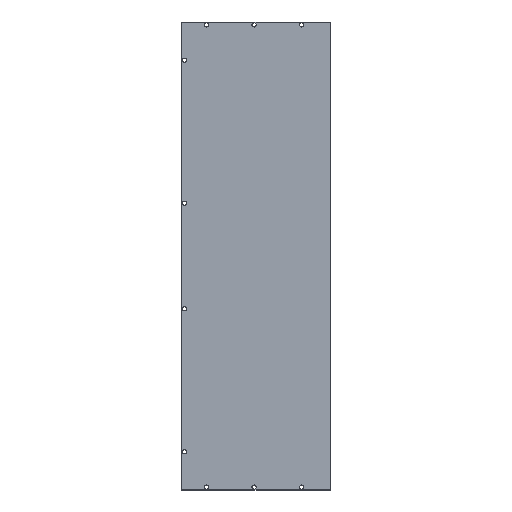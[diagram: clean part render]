
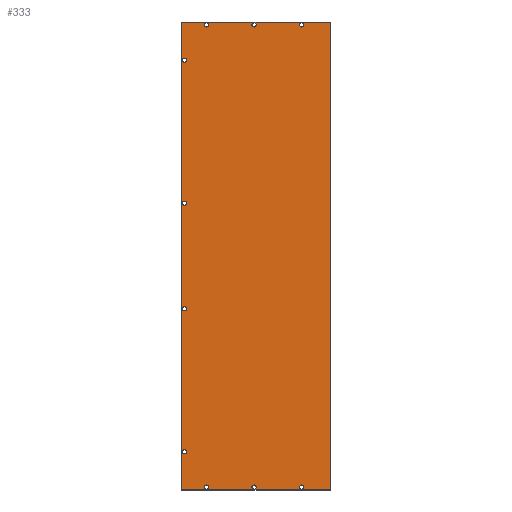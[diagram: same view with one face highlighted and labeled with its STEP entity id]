
A CAD part, top view. The second image highlights one B-rep face of the part: STEP entity #333.
In plain terms, the highlighted planar face has unit normal (0, 0, 1).
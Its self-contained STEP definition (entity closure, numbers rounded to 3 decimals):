
#15=FACE_BOUND('',#70,.T.);
#16=FACE_BOUND('',#71,.T.);
#17=FACE_BOUND('',#72,.T.);
#18=FACE_BOUND('',#73,.T.);
#19=FACE_BOUND('',#74,.T.);
#20=FACE_BOUND('',#75,.T.);
#21=FACE_BOUND('',#76,.T.);
#22=FACE_BOUND('',#77,.T.);
#23=FACE_BOUND('',#78,.T.);
#24=FACE_BOUND('',#79,.T.);
#37=PLANE('',#383);
#53=FACE_OUTER_BOUND('',#69,.T.);
#69=EDGE_LOOP('',(#275,#276,#277,#278));
#70=EDGE_LOOP('',(#279));
#71=EDGE_LOOP('',(#280));
#72=EDGE_LOOP('',(#281));
#73=EDGE_LOOP('',(#282));
#74=EDGE_LOOP('',(#283));
#75=EDGE_LOOP('',(#284));
#76=EDGE_LOOP('',(#285));
#77=EDGE_LOOP('',(#286));
#78=EDGE_LOOP('',(#287));
#79=EDGE_LOOP('',(#288));
#104=LINE('',#549,#126);
#107=LINE('',#556,#129);
#111=LINE('',#563,#133);
#112=LINE('',#564,#134);
#126=VECTOR('',#462,10.);
#129=VECTOR('',#467,10.);
#133=VECTOR('',#473,10.);
#134=VECTOR('',#474,10.);
#137=CIRCLE('',#352,2.25);
#139=CIRCLE('',#355,2.25);
#141=CIRCLE('',#358,2.25);
#143=CIRCLE('',#361,2.25);
#145=CIRCLE('',#364,2.25);
#147=CIRCLE('',#367,2.25);
#149=CIRCLE('',#370,2.25);
#151=CIRCLE('',#373,2.25);
#153=CIRCLE('',#376,2.25);
#155=CIRCLE('',#379,2.25);
#157=VERTEX_POINT('',#485);
#159=VERTEX_POINT('',#491);
#161=VERTEX_POINT('',#497);
#163=VERTEX_POINT('',#503);
#165=VERTEX_POINT('',#509);
#167=VERTEX_POINT('',#515);
#169=VERTEX_POINT('',#521);
#171=VERTEX_POINT('',#527);
#173=VERTEX_POINT('',#533);
#175=VERTEX_POINT('',#539);
#178=VERTEX_POINT('',#546);
#179=VERTEX_POINT('',#548);
#181=VERTEX_POINT('',#554);
#182=VERTEX_POINT('',#555);
#185=EDGE_CURVE('',#157,#157,#137,.T.);
#188=EDGE_CURVE('',#159,#159,#139,.T.);
#191=EDGE_CURVE('',#161,#161,#141,.T.);
#194=EDGE_CURVE('',#163,#163,#143,.T.);
#197=EDGE_CURVE('',#165,#165,#145,.T.);
#200=EDGE_CURVE('',#167,#167,#147,.T.);
#203=EDGE_CURVE('',#169,#169,#149,.T.);
#206=EDGE_CURVE('',#171,#171,#151,.T.);
#209=EDGE_CURVE('',#173,#173,#153,.T.);
#212=EDGE_CURVE('',#175,#175,#155,.T.);
#216=EDGE_CURVE('',#178,#179,#104,.T.);
#219=EDGE_CURVE('',#181,#182,#107,.T.);
#223=EDGE_CURVE('',#178,#182,#111,.T.);
#224=EDGE_CURVE('',#179,#181,#112,.T.);
#275=ORIENTED_EDGE('',*,*,#223,.T.);
#276=ORIENTED_EDGE('',*,*,#219,.F.);
#277=ORIENTED_EDGE('',*,*,#224,.F.);
#278=ORIENTED_EDGE('',*,*,#216,.F.);
#279=ORIENTED_EDGE('',*,*,#185,.T.);
#280=ORIENTED_EDGE('',*,*,#188,.T.);
#281=ORIENTED_EDGE('',*,*,#191,.T.);
#282=ORIENTED_EDGE('',*,*,#194,.T.);
#283=ORIENTED_EDGE('',*,*,#197,.T.);
#284=ORIENTED_EDGE('',*,*,#200,.T.);
#285=ORIENTED_EDGE('',*,*,#203,.T.);
#286=ORIENTED_EDGE('',*,*,#206,.T.);
#287=ORIENTED_EDGE('',*,*,#209,.T.);
#288=ORIENTED_EDGE('',*,*,#212,.T.);
#333=ADVANCED_FACE('',(#53,#15,#16,#17,#18,#19,#20,#21,#22,#23,#24),#37,
 .T.);
#352=AXIS2_PLACEMENT_3D('',#486,#391,#392);
#355=AXIS2_PLACEMENT_3D('',#492,#398,#399);
#358=AXIS2_PLACEMENT_3D('',#498,#405,#406);
#361=AXIS2_PLACEMENT_3D('',#504,#412,#413);
#364=AXIS2_PLACEMENT_3D('',#510,#419,#420);
#367=AXIS2_PLACEMENT_3D('',#516,#426,#427);
#370=AXIS2_PLACEMENT_3D('',#522,#433,#434);
#373=AXIS2_PLACEMENT_3D('',#528,#440,#441);
#376=AXIS2_PLACEMENT_3D('',#534,#447,#448);
#379=AXIS2_PLACEMENT_3D('',#540,#454,#455);
#383=AXIS2_PLACEMENT_3D('',#562,#471,#472);
#391=DIRECTION('center_axis',(0.,0.,-1.));
#392=DIRECTION('ref_axis',(1.,0.,0.));
#398=DIRECTION('center_axis',(0.,0.,-1.));
#399=DIRECTION('ref_axis',(1.,0.,0.));
#405=DIRECTION('center_axis',(0.,0.,-1.));
#406=DIRECTION('ref_axis',(1.,0.,0.));
#412=DIRECTION('center_axis',(0.,0.,-1.));
#413=DIRECTION('ref_axis',(1.,0.,0.));
#419=DIRECTION('center_axis',(0.,0.,-1.));
#420=DIRECTION('ref_axis',(1.,0.,0.));
#426=DIRECTION('center_axis',(0.,0.,-1.));
#427=DIRECTION('ref_axis',(1.,0.,0.));
#433=DIRECTION('center_axis',(0.,0.,-1.));
#434=DIRECTION('ref_axis',(1.,0.,0.));
#440=DIRECTION('center_axis',(0.,0.,-1.));
#441=DIRECTION('ref_axis',(1.,0.,0.));
#447=DIRECTION('center_axis',(0.,0.,-1.));
#448=DIRECTION('ref_axis',(1.,0.,0.));
#454=DIRECTION('center_axis',(0.,0.,-1.));
#455=DIRECTION('ref_axis',(1.,0.,0.));
#462=DIRECTION('',(-1.,0.,0.));
#467=DIRECTION('',(1.,0.,0.));
#471=DIRECTION('center_axis',(0.,0.,1.));
#472=DIRECTION('ref_axis',(1.,0.,0.));
#473=DIRECTION('',(0.,1.,0.));
#474=DIRECTION('',(0.,1.,0.));
#485=CARTESIAN_POINT('',(-76.25,3.502,138.719));
#486=CARTESIAN_POINT('Origin',(-74.,3.502,138.719));
#491=CARTESIAN_POINT('',(-149.25,-183.498,138.719));
#492=CARTESIAN_POINT('Origin',(-147.,-183.498,138.719));
#497=CARTESIAN_POINT('',(-149.25,-294.,138.719));
#498=CARTESIAN_POINT('Origin',(-147.,-294.,138.719));
#503=CARTESIAN_POINT('',(-126.25,3.502,138.719));
#504=CARTESIAN_POINT('Origin',(-124.,3.502,138.719));
#509=CARTESIAN_POINT('',(-149.25,-444.,138.719));
#510=CARTESIAN_POINT('Origin',(-147.,-444.,138.719));
#515=CARTESIAN_POINT('',(-76.25,-481.,138.719));
#516=CARTESIAN_POINT('Origin',(-74.,-481.,138.719));
#521=CARTESIAN_POINT('',(-26.25,-481.,138.719));
#522=CARTESIAN_POINT('Origin',(-24.,-481.,138.719));
#527=CARTESIAN_POINT('',(-126.25,-481.,138.719));
#528=CARTESIAN_POINT('Origin',(-124.,-481.,138.719));
#533=CARTESIAN_POINT('',(-149.25,-33.498,138.719));
#534=CARTESIAN_POINT('Origin',(-147.,-33.498,138.719));
#539=CARTESIAN_POINT('',(-26.25,3.502,138.719));
#540=CARTESIAN_POINT('Origin',(-24.,3.502,138.719));
#546=CARTESIAN_POINT('',(6.,-484.,138.719));
#548=CARTESIAN_POINT('',(-150.,-484.,138.719));
#549=CARTESIAN_POINT('',(0.,-484.,138.719));
#554=CARTESIAN_POINT('',(-150.,6.502,138.719));
#555=CARTESIAN_POINT('',(6.,6.502,138.719));
#556=CARTESIAN_POINT('',(0.,6.502,138.719));
#562=CARTESIAN_POINT('Origin',(0.,-450.,138.719));
#563=CARTESIAN_POINT('',(6.,6.,138.719));
#564=CARTESIAN_POINT('',(-150.,-451.25,138.719));
